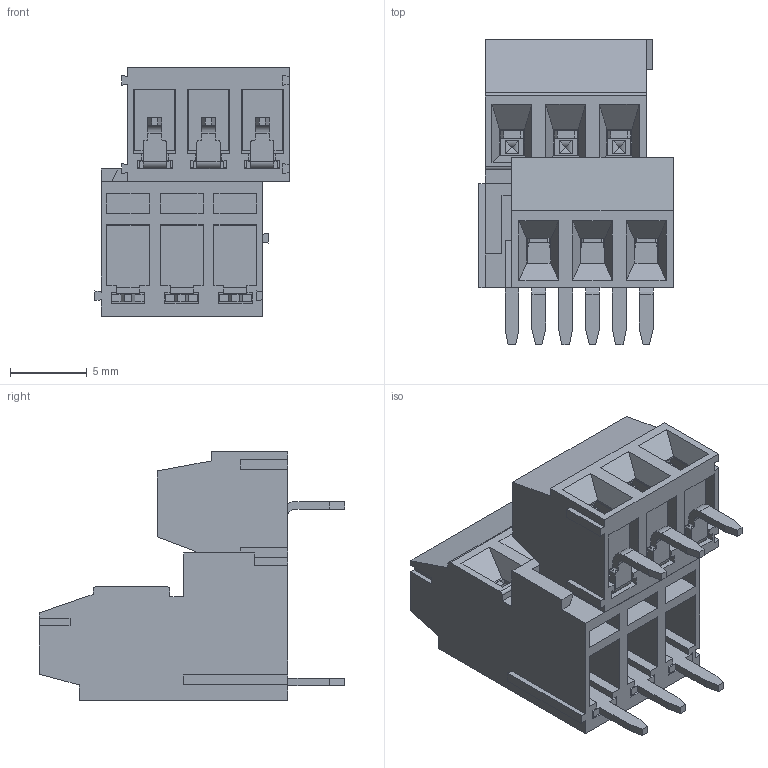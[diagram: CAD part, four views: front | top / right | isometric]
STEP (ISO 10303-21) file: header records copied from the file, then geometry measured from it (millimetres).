
FILE_DESCRIPTION(/* description */ ('Unknown'),/* implementation_level */ '2;1');
FILE_NAME(/* name */ '691230110006',/* time_stamp */ '2016-01-08T11:54:06+01:00',/* author */ ('Unknown'),/* organization */ ('Unknown'),/* preprocessor_version */ 'ST-DEVELOPER v16',/* originating_system */ 'DEX',/* authorisation */ $);
FILE_SCHEMA (('AUTOMOTIVE_DESIGN {1 0 10303 214 3 1 1}'));
Length unit declared in the file: millimetre
Products named in the file (8): 6912301100xx; 691230110006; 691214110003; 6912141100xx_CAGE; 6912141100xx_PIN; 6912141100xx_VIS; 6912301100xx_MASS; 6912301100xx_PIN2
Assembly tree (20 placements, depth 2):
  6912301100xx
    691230110006
    691214110003
    6912141100xx_CAGE  x3
    6912141100xx_PIN  x3
    6912141100xx_VIS  x6
    6912301100xx_MASS  x3
    6912301100xx_PIN2  x3
Bounding box: 12.65 x 19.9 x 16.2 mm (x, y, z)
Volume: 1181.5 mm3; surface area: 3812.3 mm2
Topology: 20 solids, 20 shells, 664 faces, 1764 edges, 1143 vertices
Faces by surface type: plane 507, cylinder 124, torus 18, cone 15
Full cylindrical faces by diameter (mm): 1.5 x3, 1.9 x6, 2 x3, 2.8 x12
Entity records: 12666 total; most frequent: CARTESIAN_POINT 2269, ORIENTED_EDGE 2096, DIRECTION 1956, EDGE_CURVE 1048, LINE 952, VECTOR 952, VERTEX_POINT 690, AXIS2_PLACEMENT_3D 502
